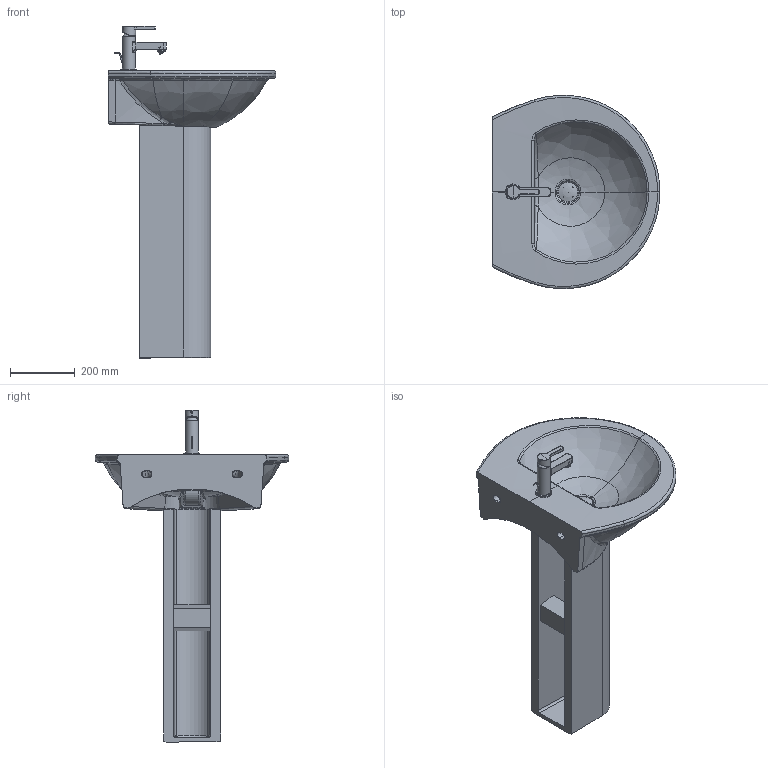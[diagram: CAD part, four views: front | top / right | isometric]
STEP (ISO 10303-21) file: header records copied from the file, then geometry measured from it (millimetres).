
FILE_DESCRIPTION((''),'2;1');
FILE_NAME('262160_085824.stp','2011-05-18T18:51:00',('Administrator'),(''),'Autodesk Inventor 2011','Autodesk Inventor 2011','');
FILE_SCHEMA(('AUTOMOTIVE_DESIGN { 1 0 10303 214 1 1 1 1 }'));
Length unit declared in the file: millimetre
Products named in the file (13): 262160_085824; 262160; Armatur Aufsatzbecken 049747; Sieb; Griff; Fassung Sieb; Gehäuse; Ring; Gleitring; Hebel; Kelch; Stopfen; 085824
Assembly tree (12 placements, depth 3):
  262160_085824
    262160
    Armatur Aufsatzbecken 049747
      Sieb
      Griff
      Fassung Sieb
      Gehäuse
      Ring
      Gleitring
      Hebel
    Kelch
    Stopfen
    085824
Bounding box: 519.75 x 599.14 x 1029.05 mm (x, y, z)
Volume: 25042572 mm3; surface area: 1813345.4 mm2
Topology: 4 solids, 11 shells, 688 faces, 2210 edges, 1408 vertices
Faces by surface type: plane 355, bspline 190, cylinder 100, torus 26, cone 15, sphere 2
Full cylindrical faces by diameter (mm): 1.039 x1, 4 x2, 4.3 x1, 5.2 x1, 5.5 x1, 6.5 x1, 10.5 x1, 12.5 x1, 13.905 x1, 17 x1, 17.773 x1, 18 x1, 20.15 x1, 23.15 x1, 24 x1, 24.5 x1, 35 x2, 40 x2, 42 x1, 44 x1, 48 x1, 49.5 x1, 60 x1
Entity records: 53417 total; most frequent: CARTESIAN_POINT 34472, ORIENTED_EDGE 3865, DIRECTION 3512, EDGE_CURVE 2144, VERTEX_POINT 1391, AXIS2_PLACEMENT_3D 1249, VECTOR 1014, LINE 1014
